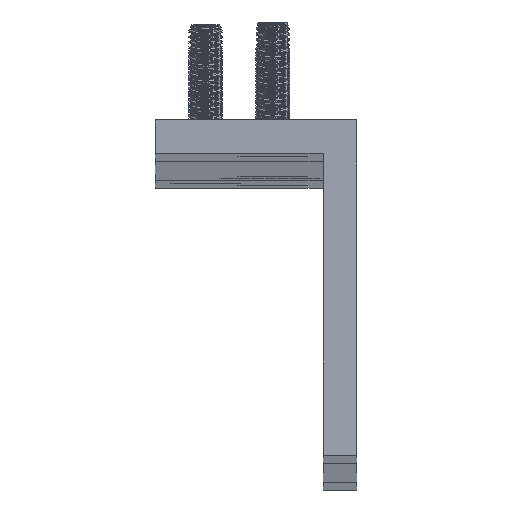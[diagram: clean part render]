
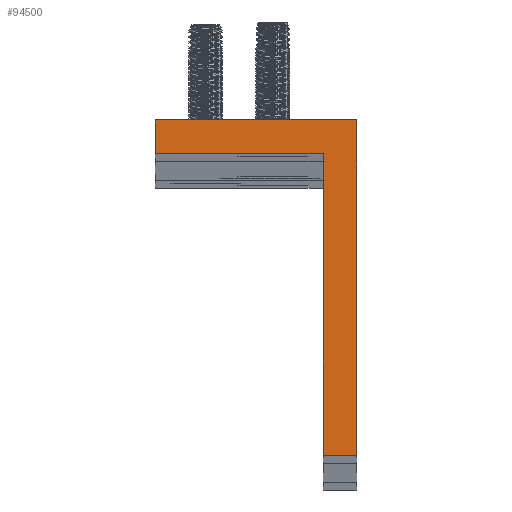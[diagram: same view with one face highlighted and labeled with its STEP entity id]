
A CAD part, top view. The second image highlights one B-rep face of the part: STEP entity #94500.
In plain terms, the highlighted planar face has unit normal (0, 0, 1).
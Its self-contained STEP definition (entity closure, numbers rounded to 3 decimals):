
#93950=CARTESIAN_POINT('',(0.,0.,675.5));
#93960=DIRECTION('',(0.,0.,1.));
#93970=DIRECTION('',(1.,0.,0.));
#93980=AXIS2_PLACEMENT_3D('',#93950,#93960,#93970);
#93990=PLANE('',#93980);
#94000=CARTESIAN_POINT('',(25.217,64.721,675.5));
#94010=DIRECTION('',(1.,0.,0.));
#94020=VECTOR('',#94010,1.);
#94030=LINE('',#94000,#94020);
#94040=CARTESIAN_POINT('',(15.901,64.721,675.5));
#94050=VERTEX_POINT('',#94040);
#94060=CARTESIAN_POINT('',(45.901,64.721,675.5));
#94070=VERTEX_POINT('',#94060);
#94080=EDGE_CURVE('',#94050,#94070,#94030,.T.);
#94090=ORIENTED_EDGE('',*,*,#94080,.F.);
#94100=CARTESIAN_POINT('',(45.901,65.423,675.5));
#94110=DIRECTION('',(0.,1.,0.));
#94120=VECTOR('',#94110,1.);
#94130=LINE('',#94100,#94120);
#94140=CARTESIAN_POINT('',(45.901,14.721,675.5));
#94150=VERTEX_POINT('',#94140);
#94160=EDGE_CURVE('',#94150,#94070,#94130,.T.);
#94170=ORIENTED_EDGE('',*,*,#94160,.T.);
#94180=CARTESIAN_POINT('',(25.217,14.721,675.5));
#94190=DIRECTION('',(1.,0.,0.));
#94200=VECTOR('',#94190,1.);
#94210=LINE('',#94180,#94200);
#94220=CARTESIAN_POINT('',(40.901,14.721,675.5));
#94230=VERTEX_POINT('',#94220);
#94240=EDGE_CURVE('',#94230,#94150,#94210,.T.);
#94250=ORIENTED_EDGE('',*,*,#94240,.T.);
#94260=CARTESIAN_POINT('',(40.901,65.423,675.5));
#94270=DIRECTION('',(0.,1.,0.));
#94280=VECTOR('',#94270,1.);
#94290=LINE('',#94260,#94280);
#94300=CARTESIAN_POINT('',(40.901,59.721,675.5));
#94310=VERTEX_POINT('',#94300);
#94320=EDGE_CURVE('',#94230,#94310,#94290,.T.);
#94330=ORIENTED_EDGE('',*,*,#94320,.F.);
#94340=CARTESIAN_POINT('',(25.217,59.721,675.5));
#94350=DIRECTION('',(1.,0.,0.));
#94360=VECTOR('',#94350,1.);
#94370=LINE('',#94340,#94360);
#94380=CARTESIAN_POINT('',(15.901,59.721,675.5));
#94390=VERTEX_POINT('',#94380);
#94400=EDGE_CURVE('',#94390,#94310,#94370,.T.);
#94410=ORIENTED_EDGE('',*,*,#94400,.T.);
#94420=CARTESIAN_POINT('',(15.901,65.423,675.5));
#94430=DIRECTION('',(0.,1.,0.));
#94440=VECTOR('',#94430,1.);
#94450=LINE('',#94420,#94440);
#94460=EDGE_CURVE('',#94390,#94050,#94450,.T.);
#94470=ORIENTED_EDGE('',*,*,#94460,.F.);
#94480=EDGE_LOOP('',(#94470,#94410,#94330,#94250,#94170,#94090));
#94490=FACE_OUTER_BOUND('',#94480,.T.);
#94500=ADVANCED_FACE('',(#94490),#93990,.T.);
